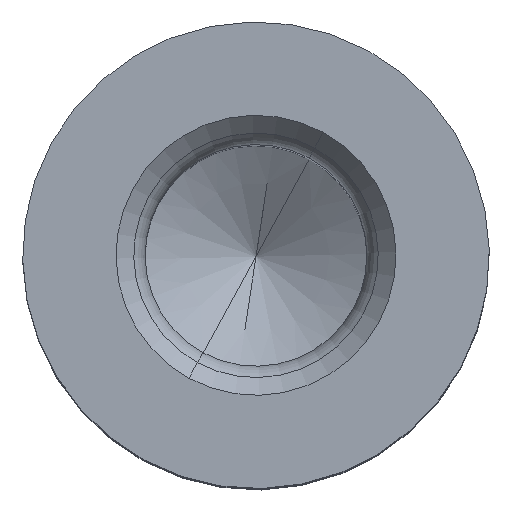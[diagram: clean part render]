
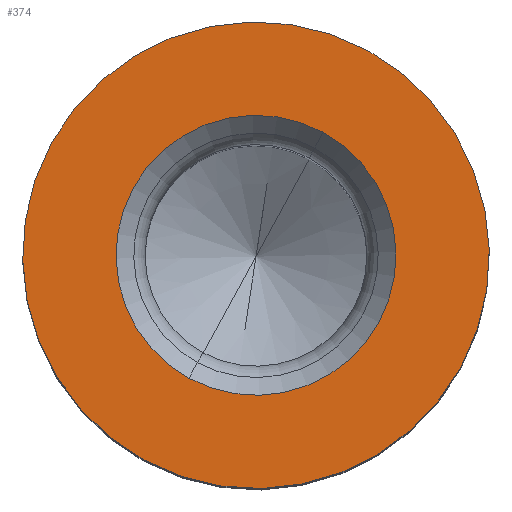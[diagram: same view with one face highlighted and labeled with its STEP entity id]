
A CAD part, top view. The second image highlights one B-rep face of the part: STEP entity #374.
In plain terms, the highlighted planar face has unit normal (0, 0, 1).
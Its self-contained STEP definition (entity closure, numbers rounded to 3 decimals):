
#266=AXIS2_PLACEMENT_3D('Circle Axis2P3D',#264,#265,$) ;
#285=AXIS2_PLACEMENT_3D('Circle Axis2P3D',#283,#284,$) ;
#350=AXIS2_PLACEMENT_3D('Plane Axis2P3D',#347,#348,#349) ;
#354=AXIS2_PLACEMENT_3D('Circle Axis2P3D',#352,#353,$) ;
#363=AXIS2_PLACEMENT_3D('Circle Axis2P3D',#361,#362,$) ;
#261=CARTESIAN_POINT('Vertex',(3.863,4.58,29.1)) ;
#264=CARTESIAN_POINT('Axis2P3D Location',(3.,3.,29.1)) ;
#268=CARTESIAN_POINT('Vertex',(2.137,1.42,29.1)) ;
#283=CARTESIAN_POINT('Axis2P3D Location',(3.,3.,29.1)) ;
#347=CARTESIAN_POINT('Axis2P3D Location',(3.,0.,29.1)) ;
#352=CARTESIAN_POINT('Axis2P3D Location',(3.,3.,29.1)) ;
#356=CARTESIAN_POINT('Vertex',(1.562,0.367,29.1)) ;
#358=CARTESIAN_POINT('Vertex',(4.438,5.633,29.1)) ;
#361=CARTESIAN_POINT('Axis2P3D Location',(3.,3.,29.1)) ;
#265=DIRECTION('Axis2P3D Direction',(0.,0.,1.)) ;
#284=DIRECTION('Axis2P3D Direction',(0.,0.,1.)) ;
#348=DIRECTION('Axis2P3D Direction',(0.,0.,-1.)) ;
#349=DIRECTION('Axis2P3D XDirection',(1.,0.,0.)) ;
#353=DIRECTION('Axis2P3D Direction',(0.,0.,-1.)) ;
#362=DIRECTION('Axis2P3D Direction',(0.,0.,-1.)) ;
#367=ORIENTED_EDGE('',*,*,#360,.F.) ;
#368=ORIENTED_EDGE('',*,*,#365,.F.) ;
#371=ORIENTED_EDGE('',*,*,#287,.T.) ;
#372=ORIENTED_EDGE('',*,*,#270,.T.) ;
#373=FACE_BOUND('',#370,.T.) ;
#374=ADVANCED_FACE('K\X2\00F6\X0\rper.2',(#369,#373),#351,.F.) ;
#267=CIRCLE('generated circle',#266,1.8) ;
#286=CIRCLE('generated circle',#285,1.8) ;
#355=CIRCLE('generated circle',#354,3.) ;
#364=CIRCLE('generated circle',#363,3.) ;
#270=EDGE_CURVE('',#269,#262,#267,.F.) ;
#287=EDGE_CURVE('',#262,#269,#286,.F.) ;
#360=EDGE_CURVE('',#357,#359,#355,.T.) ;
#365=EDGE_CURVE('',#359,#357,#364,.T.) ;
#366=EDGE_LOOP('',(#367,#368)) ;
#370=EDGE_LOOP('',(#371,#372)) ;
#369=FACE_OUTER_BOUND('',#366,.T.) ;
#351=PLANE('',#350) ;
#262=VERTEX_POINT('',#261) ;
#269=VERTEX_POINT('',#268) ;
#357=VERTEX_POINT('',#356) ;
#359=VERTEX_POINT('',#358) ;
